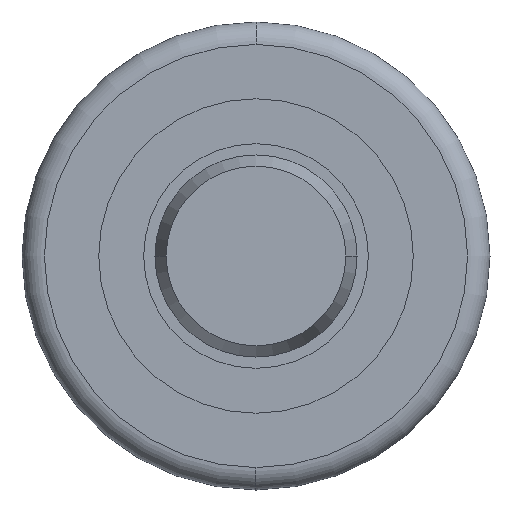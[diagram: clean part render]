
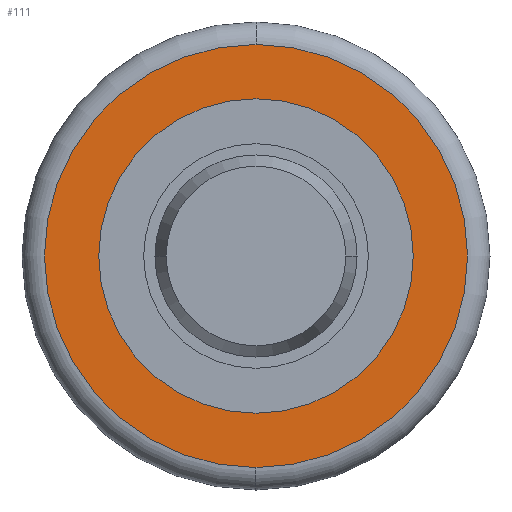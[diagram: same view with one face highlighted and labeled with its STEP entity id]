
A CAD part, left-side view. The second image highlights one B-rep face of the part: STEP entity #111.
In plain terms, the highlighted planar face has unit normal (-1, 0, 0).
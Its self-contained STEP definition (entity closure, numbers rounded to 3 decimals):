
#111=ADVANCED_FACE('',(#198,#199),#200,.T.);
#198=FACE_OUTER_BOUND('',#300,.T.);
#199=FACE_BOUND('',#301,.T.);
#200=PLANE('',#302);
#300=EDGE_LOOP('',(#621,#622,#623));
#301=EDGE_LOOP('',(#624,#625));
#302=AXIS2_PLACEMENT_3D('',#626,#627,#628);
#621=ORIENTED_EDGE('',*,*,#726,.T.);
#622=ORIENTED_EDGE('',*,*,#818,.T.);
#623=ORIENTED_EDGE('',*,*,#727,.T.);
#624=ORIENTED_EDGE('',*,*,#713,.T.);
#625=ORIENTED_EDGE('',*,*,#819,.T.);
#626=CARTESIAN_POINT('',(7.5,14.125,0.));
#627=DIRECTION('',(-1.0,0.0,0.));
#628=DIRECTION('',(0.0,1.0,0.0));
#713=EDGE_CURVE('',#830,#834,#836,.T.);
#726=EDGE_CURVE('',#862,#860,#863,.T.);
#727=EDGE_CURVE('',#854,#862,#864,.T.);
#818=EDGE_CURVE('',#860,#854,#1016,.T.);
#819=EDGE_CURVE('',#834,#830,#1017,.T.);
#830=VERTEX_POINT('',#1028);
#834=VERTEX_POINT('',#1033);
#836=CIRCLE('',#1036,21.0);
#854=VERTEX_POINT('',#1058);
#860=VERTEX_POINT('',#1064);
#862=VERTEX_POINT('',#1066);
#863=CIRCLE('',#1067,28.25);
#864=CIRCLE('',#1068,28.25);
#1016=CIRCLE('',#1336,28.25);
#1017=CIRCLE('',#1337,21.0);
#1028=CARTESIAN_POINT('',(7.5,0.0,-21.0));
#1033=CARTESIAN_POINT('',(7.5,0.,21.0));
#1036=AXIS2_PLACEMENT_3D('',#1352,#1353,#1354);
#1058=CARTESIAN_POINT('',(7.5,0.,28.25));
#1064=CARTESIAN_POINT('',(7.5,0.,-28.25));
#1066=CARTESIAN_POINT('',(7.5,28.25,0.));
#1067=AXIS2_PLACEMENT_3D('',#1383,#1384,#1385);
#1068=AXIS2_PLACEMENT_3D('',#1386,#1387,#1388);
#1336=AXIS2_PLACEMENT_3D('',#1551,#1552,#1553);
#1337=AXIS2_PLACEMENT_3D('',#1554,#1555,#1556);
#1352=CARTESIAN_POINT('',(7.5,0.0,0.0));
#1353=DIRECTION('',(1.0,0.0,0.0));
#1354=DIRECTION('',(0.0,0.0,-1.0));
#1383=CARTESIAN_POINT('',(7.5,0.0,0.));
#1384=DIRECTION('',(-1.0,0.0,0.));
#1385=DIRECTION('',(0.0,1.0,0.0));
#1386=CARTESIAN_POINT('',(7.5,0.0,0.));
#1387=DIRECTION('',(-1.0,0.0,0.));
#1388=DIRECTION('',(0.0,1.0,0.0));
#1551=CARTESIAN_POINT('',(7.5,0.0,0.));
#1552=DIRECTION('',(-1.0,0.0,0.));
#1553=DIRECTION('',(0.0,1.0,0.0));
#1554=CARTESIAN_POINT('',(7.5,0.0,0.0));
#1555=DIRECTION('',(1.0,0.0,0.0));
#1556=DIRECTION('',(0.0,0.0,-1.0));
